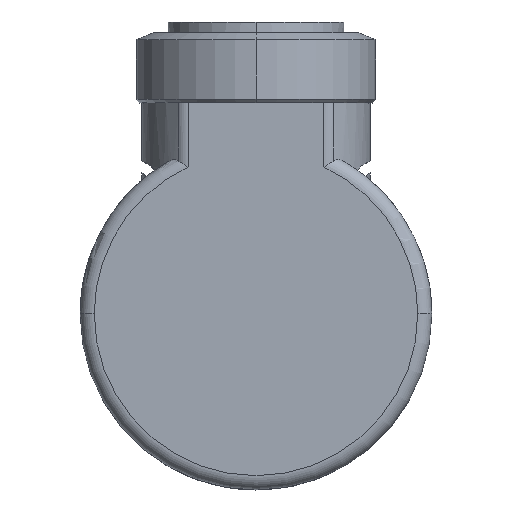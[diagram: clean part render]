
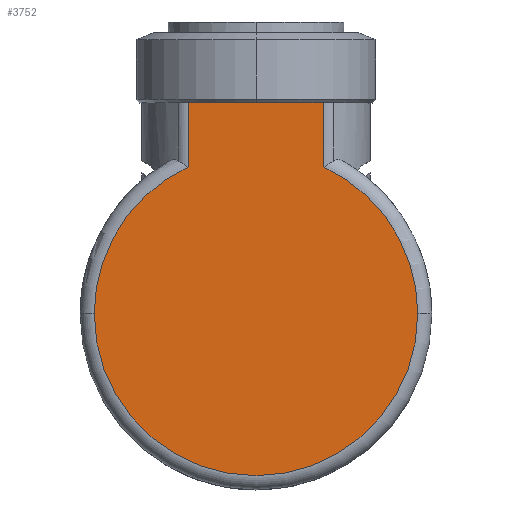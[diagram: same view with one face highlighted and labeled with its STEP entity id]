
A CAD part, top view. The second image highlights one B-rep face of the part: STEP entity #3752.
In plain terms, the highlighted planar face has unit normal (0, 0, 1).
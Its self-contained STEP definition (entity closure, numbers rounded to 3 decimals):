
#52 = VECTOR ( 'NONE', #1675, 1000. ) ;
#384 = CARTESIAN_POINT ( 'NONE',  ( 0., 0., 25. ) ) ;
#407 = ORIENTED_EDGE ( 'NONE', *, *, #825, .T. ) ;
#562 = PLANE ( 'NONE',  #1548 ) ;
#686 = CARTESIAN_POINT ( 'NONE',  ( -19.268, 45.484, 25. ) ) ;
#715 = VERTEX_POINT ( 'NONE', #5474 ) ;
#766 = DIRECTION ( 'NONE',  ( 1., 0., 0. ) ) ;
#800 = DIRECTION ( 'NONE',  ( 0., 0., 1. ) ) ;
#825 = EDGE_CURVE ( 'NONE', #5827, #5426, #4618, .T. ) ;
#841 = CARTESIAN_POINT ( 'NONE',  ( -19.268, 60., 25. ) ) ;
#994 = VECTOR ( 'NONE', #3086, 1000. ) ;
#1032 = DIRECTION ( 'NONE',  ( 0., 0., 1. ) ) ;
#1074 = ORIENTED_EDGE ( 'NONE', *, *, #2041, .T. ) ;
#1386 = ORIENTED_EDGE ( 'NONE', *, *, #4475, .T. ) ;
#1461 = AXIS2_PLACEMENT_3D ( 'NONE', #5371, #1032, #5871 ) ;
#1548 = AXIS2_PLACEMENT_3D ( 'NONE', #3495, #5432, #2491 ) ;
#1675 = DIRECTION ( 'NONE',  ( -1., 0., 0. ) ) ;
#1715 = CARTESIAN_POINT ( 'NONE',  ( 0., 0., 25. ) ) ;
#1973 = CARTESIAN_POINT ( 'NONE',  ( 19.268, 60., 25. ) ) ;
#1980 = VECTOR ( 'NONE', #2892, 1000. ) ;
#2041 = EDGE_CURVE ( 'NONE', #5565, #5827, #2419, .T. ) ;
#2291 = CARTESIAN_POINT ( 'NONE',  ( -19.268, 41.77, 25. ) ) ;
#2419 = LINE ( 'NONE', #1973, #1980 ) ;
#2491 = DIRECTION ( 'NONE',  ( 1., 0., 0. ) ) ;
#2560 = CIRCLE ( 'NONE', #3370, 46. ) ;
#2892 = DIRECTION ( 'NONE',  ( 0., 1., 0. ) ) ;
#2897 = EDGE_CURVE ( 'NONE', #715, #5720, #4534, .T. ) ;
#3086 = DIRECTION ( 'NONE',  ( 0., -1., 0. ) ) ;
#3091 = EDGE_CURVE ( 'NONE', #5426, #5499, #3942, .T. ) ;
#3370 = AXIS2_PLACEMENT_3D ( 'NONE', #1715, #800, #766 ) ;
#3495 = CARTESIAN_POINT ( 'NONE',  ( 0., 0., 25. ) ) ;
#3752 = ADVANCED_FACE ( 'NONE', ( #5844 ), #562, .T. ) ;
#3942 = LINE ( 'NONE', #686, #994 ) ;
#4011 = CARTESIAN_POINT ( 'NONE',  ( 46., 0., 25. ) ) ;
#4122 = EDGE_CURVE ( 'NONE', #5720, #5565, #2560, .T. ) ;
#4340 = CARTESIAN_POINT ( 'NONE',  ( 19.268, 41.77, 25. ) ) ;
#4460 = CARTESIAN_POINT ( 'NONE',  ( 19.268, 60., 25. ) ) ;
#4475 = EDGE_CURVE ( 'NONE', #5499, #715, #5810, .T. ) ;
#4534 = CIRCLE ( 'NONE', #5359, 46. ) ;
#4618 = LINE ( 'NONE', #5505, #52 ) ;
#4625 = ORIENTED_EDGE ( 'NONE', *, *, #4122, .T. ) ;
#5103 = EDGE_LOOP ( 'NONE', ( #1386, #6189, #4625, #1074, #407, #5751 ) ) ;
#5359 = AXIS2_PLACEMENT_3D ( 'NONE', #384, #5571, #6109 ) ;
#5371 = CARTESIAN_POINT ( 'NONE',  ( 0., 0., 25. ) ) ;
#5426 = VERTEX_POINT ( 'NONE', #841 ) ;
#5432 = DIRECTION ( 'NONE',  ( 0., 0., 1. ) ) ;
#5474 = CARTESIAN_POINT ( 'NONE',  ( -46., 0., 25. ) ) ;
#5499 = VERTEX_POINT ( 'NONE', #2291 ) ;
#5505 = CARTESIAN_POINT ( 'NONE',  ( 0., 60., 25. ) ) ;
#5565 = VERTEX_POINT ( 'NONE', #4340 ) ;
#5571 = DIRECTION ( 'NONE',  ( 0., 0., 1. ) ) ;
#5720 = VERTEX_POINT ( 'NONE', #4011 ) ;
#5751 = ORIENTED_EDGE ( 'NONE', *, *, #3091, .T. ) ;
#5810 = CIRCLE ( 'NONE', #1461, 46. ) ;
#5827 = VERTEX_POINT ( 'NONE', #4460 ) ;
#5844 = FACE_OUTER_BOUND ( 'NONE', #5103, .T. ) ;
#5871 = DIRECTION ( 'NONE',  ( 1., 0., 0. ) ) ;
#6109 = DIRECTION ( 'NONE',  ( 1., 0., 0. ) ) ;
#6189 = ORIENTED_EDGE ( 'NONE', *, *, #2897, .T. ) ;
